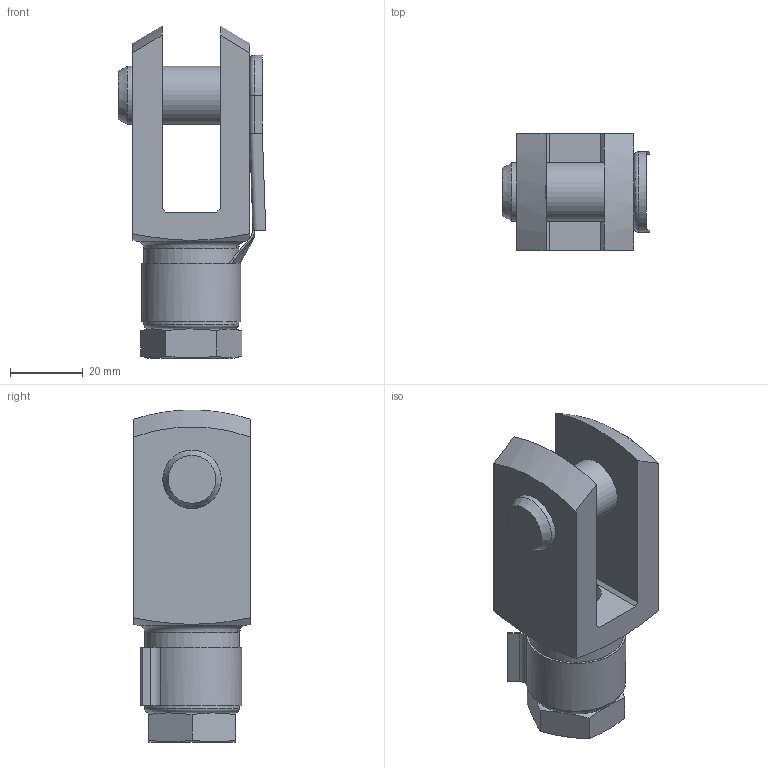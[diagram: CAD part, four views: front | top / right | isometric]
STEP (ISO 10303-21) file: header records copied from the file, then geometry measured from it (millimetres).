
FILE_DESCRIPTION(/* description */ ('STEP AP214'),/* implementation_level */ '2;1');
FILE_NAME(/* name */ '2676_SG-M16',/* time_stamp */ '2024-09-10T11:52:00+02:00',/* author */ ('License CC BY-ND 4.0'),/* organization */ ('CADENAS'),/* preprocessor_version */ 'ST-DEVELOPER v19.3',/* originating_system */ 'PARTsolutions',/* authorisation */ ' ');
FILE_SCHEMA (('AUTOMOTIVE_DESIGN {1 0 10303 214 3 1 1}'));
Length unit declared in the file: millimetre
Products named in the file (4): 2676 SG-M16; 2676 SG-M16---(GK); DIN-439-B - M16(F); 200285 FKB-16X32
Assembly tree (3 placements, depth 2):
  2676 SG-M16
    2676 SG-M16---(GK)
    DIN-439-B - M16(F)
    200285 FKB-16X32
Bounding box: 40.43 x 32 x 91 mm (x, y, z)
Volume: 49295.8 mm3; surface area: 22492.9 mm2
Topology: 3 solids, 3 shells, 86 faces, 214 edges, 138 vertices
Faces by surface type: plane 48, cylinder 19, cone 9, torus 5, bspline 5
Full cylindrical faces by diameter (mm): 10 x1, 13.835 x2, 15 x1, 16 x3, 18.5 x1, 26 x1
Entity records: 2654 total; most frequent: CARTESIAN_POINT 621, DIRECTION 392, ORIENTED_EDGE 376, EDGE_CURVE 188, AXIS2_PLACEMENT_3D 146, VERTEX_POINT 132, EDGE_LOOP 118, FACE_BOUND 118
